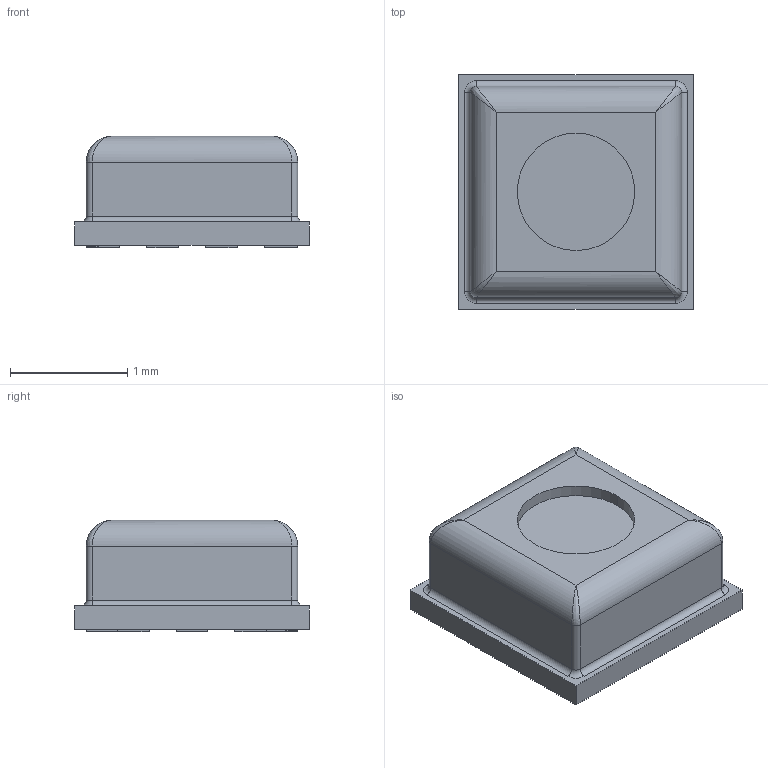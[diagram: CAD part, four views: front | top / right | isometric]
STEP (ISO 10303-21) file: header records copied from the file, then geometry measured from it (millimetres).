
FILE_DESCRIPTION (( 'STEP AP214' ), '1' );
FILE_NAME ('LGA-10_L2.0-W2.0-P0.50-BL.STEP', '2022-03-16T05:09:31', ( '微软用户' ), ( '微软中国' ), 'SwSTEP 2.0', 'SolidWorks 2017', '' );
FILE_SCHEMA (( 'AUTOMOTIVE_DESIGN' ));
Length unit declared in the file: millimetre
Products named in the file (1): LGA-10_L2.0-W2.0-P0.50-BL
Bounding box: 2 x 2 x 0.95 mm (x, y, z)
Volume: 3 mm3; surface area: 14.5 mm2
Topology: 1 solids, 1 shells, 88 faces, 203 edges, 126 vertices
Faces by surface type: plane 66, cylinder 14, bspline 4, torus 4
Entity records: 3461 total; most frequent: CARTESIAN_POINT 506, ORIENTED_EDGE 398, DIRECTION 385, EDGE_CURVE 199, LINE 167, VECTOR 167, VERTEX_POINT 126, AXIS2_PLACEMENT_3D 109
